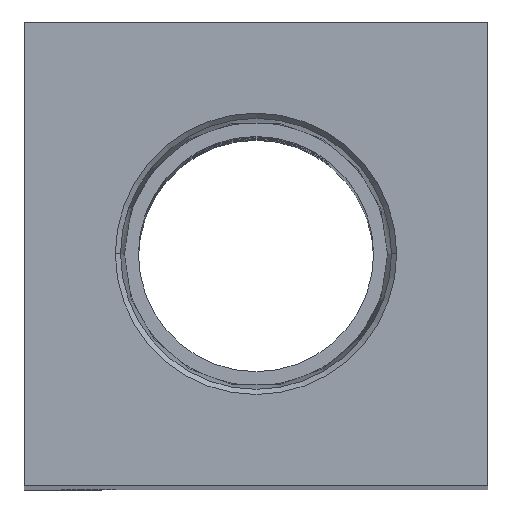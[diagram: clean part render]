
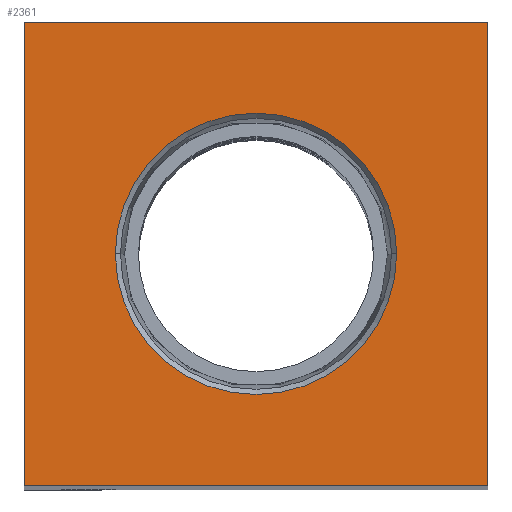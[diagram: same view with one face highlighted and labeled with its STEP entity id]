
A CAD part, top view. The second image highlights one B-rep face of the part: STEP entity #2361.
In plain terms, the highlighted planar face has unit normal (0, 0, 1).
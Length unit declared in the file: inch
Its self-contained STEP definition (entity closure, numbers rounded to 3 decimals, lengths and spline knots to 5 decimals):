
#39 = LINE ( 'NONE', #2487, #1012 ) ;
#76 = VECTOR ( 'NONE', #681, 39.37008 ) ;
#126 = LINE ( 'NONE', #1186, #2281 ) ;
#132 = VECTOR ( 'NONE', #2261, 39.37008 ) ;
#210 = EDGE_LOOP ( 'NONE', ( #419, #895 ) ) ;
#249 = VERTEX_POINT ( 'NONE', #2466 ) ;
#268 = FACE_BOUND ( 'NONE', #210, .T. ) ;
#419 = ORIENTED_EDGE ( 'NONE', *, *, #2567, .F. ) ;
#479 = ORIENTED_EDGE ( 'NONE', *, *, #2191, .T. ) ;
#517 = EDGE_LOOP ( 'NONE', ( #2066, #1872, #549, #479 ) ) ;
#518 = CARTESIAN_POINT ( 'NONE',  ( 0., 0., 6. ) ) ;
#549 = ORIENTED_EDGE ( 'NONE', *, *, #1083, .T. ) ;
#578 = VERTEX_POINT ( 'NONE', #1597 ) ;
#669 = CARTESIAN_POINT ( 'NONE',  ( 1.125, 1.125, 6. ) ) ;
#681 = DIRECTION ( 'NONE',  ( 0., 1., 0. ) ) ;
#700 = LINE ( 'NONE', #1362, #76 ) ;
#702 = VERTEX_POINT ( 'NONE', #1134 ) ;
#714 = AXIS2_PLACEMENT_3D ( 'NONE', #2176, #1986, #1809 ) ;
#716 = DIRECTION ( 'NONE',  ( 1., 0., 0. ) ) ;
#895 = ORIENTED_EDGE ( 'NONE', *, *, #1740, .F. ) ;
#1012 = VECTOR ( 'NONE', #2450, 39.37008 ) ;
#1063 = CARTESIAN_POINT ( 'NONE',  ( -0.68247, 0., 6. ) ) ;
#1083 = EDGE_CURVE ( 'NONE', #249, #1670, #700, .T. ) ;
#1134 = CARTESIAN_POINT ( 'NONE',  ( 0.68247, 0., 6. ) ) ;
#1175 = DIRECTION ( 'NONE',  ( 0., -1., 0. ) ) ;
#1186 = CARTESIAN_POINT ( 'NONE',  ( -1.125, -1.125, 6. ) ) ;
#1309 = VERTEX_POINT ( 'NONE', #1063 ) ;
#1362 = CARTESIAN_POINT ( 'NONE',  ( 1.125, -1.125, 6. ) ) ;
#1531 = DIRECTION ( 'NONE',  ( 1., 0., 0. ) ) ;
#1546 = DIRECTION ( 'NONE',  ( 0., 0., 1. ) ) ;
#1554 = CARTESIAN_POINT ( 'NONE',  ( 0., 0., 6. ) ) ;
#1597 = CARTESIAN_POINT ( 'NONE',  ( -1.125, -1.125, 6. ) ) ;
#1668 = CIRCLE ( 'NONE', #2214, 0.68247 ) ;
#1670 = VERTEX_POINT ( 'NONE', #2483 ) ;
#1701 = VERTEX_POINT ( 'NONE', #1766 ) ;
#1721 = LINE ( 'NONE', #669, #132 ) ;
#1740 = EDGE_CURVE ( 'NONE', #1309, #702, #1668, .T. ) ;
#1766 = CARTESIAN_POINT ( 'NONE',  ( -1.125, 1.125, 6. ) ) ;
#1782 = FACE_OUTER_BOUND ( 'NONE', #517, .T. ) ;
#1809 = DIRECTION ( 'NONE',  ( 1., 0., 0. ) ) ;
#1812 = CIRCLE ( 'NONE', #2438, 0.68247 ) ;
#1872 = ORIENTED_EDGE ( 'NONE', *, *, #1998, .T. ) ;
#1923 = DIRECTION ( 'NONE',  ( 0., 0., 1. ) ) ;
#1986 = DIRECTION ( 'NONE',  ( 0., 0., 1. ) ) ;
#1998 = EDGE_CURVE ( 'NONE', #578, #249, #39, .T. ) ;
#2066 = ORIENTED_EDGE ( 'NONE', *, *, #2371, .T. ) ;
#2176 = CARTESIAN_POINT ( 'NONE',  ( 0., 0., 6. ) ) ;
#2191 = EDGE_CURVE ( 'NONE', #1670, #1701, #1721, .T. ) ;
#2214 = AXIS2_PLACEMENT_3D ( 'NONE', #1554, #1546, #1531 ) ;
#2261 = DIRECTION ( 'NONE',  ( -1., 0., 0. ) ) ;
#2281 = VECTOR ( 'NONE', #1175, 39.37008 ) ;
#2353 = PLANE ( 'NONE',  #714 ) ;
#2361 = ADVANCED_FACE ( 'NONE', ( #268, #1782 ), #2353, .T. ) ;
#2371 = EDGE_CURVE ( 'NONE', #1701, #578, #126, .T. ) ;
#2438 = AXIS2_PLACEMENT_3D ( 'NONE', #518, #1923, #716 ) ;
#2450 = DIRECTION ( 'NONE',  ( 1., 0., 0. ) ) ;
#2466 = CARTESIAN_POINT ( 'NONE',  ( 1.125, -1.125, 6. ) ) ;
#2483 = CARTESIAN_POINT ( 'NONE',  ( 1.125, 1.125, 6. ) ) ;
#2487 = CARTESIAN_POINT ( 'NONE',  ( 1.125, -1.125, 6. ) ) ;
#2567 = EDGE_CURVE ( 'NONE', #702, #1309, #1812, .T. ) ;
